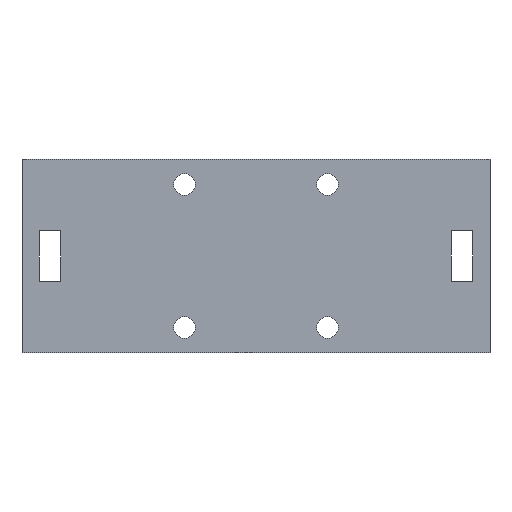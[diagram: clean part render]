
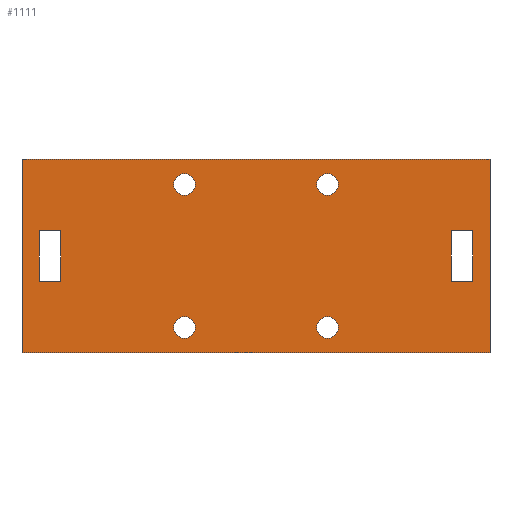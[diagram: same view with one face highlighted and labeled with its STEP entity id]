
A CAD part, front view. The second image highlights one B-rep face of the part: STEP entity #1111.
In plain terms, the highlighted planar face has unit normal (0, -1, 0).
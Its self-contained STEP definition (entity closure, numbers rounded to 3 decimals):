
#57=FACE_BOUND('',#239,.T.);
#58=FACE_BOUND('',#240,.T.);
#59=FACE_BOUND('',#241,.T.);
#60=FACE_BOUND('',#242,.T.);
#61=FACE_BOUND('',#243,.T.);
#62=FACE_BOUND('',#244,.T.);
#91=CIRCLE('',#1209,1.5);
#92=CIRCLE('',#1211,1.5);
#93=CIRCLE('',#1213,1.5);
#94=CIRCLE('',#1215,1.5);
#153=FACE_OUTER_BOUND('',#238,.T.);
#238=EDGE_LOOP('',(#994,#995,#996,#997));
#239=EDGE_LOOP('',(#998,#999,#1000,#1001));
#240=EDGE_LOOP('',(#1002,#1003,#1004,#1005));
#241=EDGE_LOOP('',(#1006));
#242=EDGE_LOOP('',(#1007));
#243=EDGE_LOOP('',(#1008));
#244=EDGE_LOOP('',(#1009));
#251=LINE('',#1533,#366);
#255=LINE('',#1541,#370);
#258=LINE('',#1547,#373);
#261=LINE('',#1552,#376);
#274=LINE('',#1584,#389);
#278=LINE('',#1592,#393);
#281=LINE('',#1598,#396);
#284=LINE('',#1603,#399);
#303=LINE('',#1645,#418);
#316=LINE('',#1669,#431);
#333=LINE('',#1706,#448);
#351=LINE('',#1771,#466);
#366=VECTOR('',#1231,10.);
#370=VECTOR('',#1237,10.);
#373=VECTOR('',#1242,10.);
#376=VECTOR('',#1247,10.);
#389=VECTOR('',#1274,10.);
#393=VECTOR('',#1280,10.);
#396=VECTOR('',#1285,10.);
#399=VECTOR('',#1290,10.);
#418=VECTOR('',#1325,10.);
#431=VECTOR('',#1342,10.);
#448=VECTOR('',#1375,10.);
#466=VECTOR('',#1457,10.);
#480=VERTEX_POINT('',#1531);
#481=VERTEX_POINT('',#1532);
#484=VERTEX_POINT('',#1540);
#486=VERTEX_POINT('',#1546);
#498=VERTEX_POINT('',#1582);
#499=VERTEX_POINT('',#1583);
#502=VERTEX_POINT('',#1591);
#504=VERTEX_POINT('',#1597);
#519=VERTEX_POINT('',#1642);
#520=VERTEX_POINT('',#1644);
#529=VERTEX_POINT('',#1667);
#541=VERTEX_POINT('',#1704);
#565=VERTEX_POINT('',#1801);
#566=VERTEX_POINT('',#1805);
#567=VERTEX_POINT('',#1809);
#568=VERTEX_POINT('',#1813);
#575=EDGE_CURVE('',#480,#481,#251,.T.);
#579=EDGE_CURVE('',#481,#484,#255,.T.);
#582=EDGE_CURVE('',#484,#486,#258,.T.);
#585=EDGE_CURVE('',#486,#480,#261,.T.);
#600=EDGE_CURVE('',#498,#499,#274,.T.);
#604=EDGE_CURVE('',#499,#502,#278,.T.);
#607=EDGE_CURVE('',#502,#504,#281,.T.);
#610=EDGE_CURVE('',#504,#498,#284,.T.);
#631=EDGE_CURVE('',#519,#520,#303,.T.);
#644=EDGE_CURVE('',#529,#519,#316,.F.);
#663=EDGE_CURVE('',#529,#541,#333,.T.);
#695=EDGE_CURVE('',#541,#520,#351,.T.);
#709=EDGE_CURVE('',#565,#565,#91,.T.);
#711=EDGE_CURVE('',#566,#566,#92,.T.);
#713=EDGE_CURVE('',#567,#567,#93,.T.);
#715=EDGE_CURVE('',#568,#568,#94,.T.);
#994=ORIENTED_EDGE('',*,*,#644,.F.);
#995=ORIENTED_EDGE('',*,*,#663,.T.);
#996=ORIENTED_EDGE('',*,*,#695,.T.);
#997=ORIENTED_EDGE('',*,*,#631,.F.);
#998=ORIENTED_EDGE('',*,*,#582,.T.);
#999=ORIENTED_EDGE('',*,*,#585,.T.);
#1000=ORIENTED_EDGE('',*,*,#575,.T.);
#1001=ORIENTED_EDGE('',*,*,#579,.T.);
#1002=ORIENTED_EDGE('',*,*,#607,.T.);
#1003=ORIENTED_EDGE('',*,*,#610,.T.);
#1004=ORIENTED_EDGE('',*,*,#600,.T.);
#1005=ORIENTED_EDGE('',*,*,#604,.T.);
#1006=ORIENTED_EDGE('',*,*,#709,.T.);
#1007=ORIENTED_EDGE('',*,*,#711,.T.);
#1008=ORIENTED_EDGE('',*,*,#713,.T.);
#1009=ORIENTED_EDGE('',*,*,#715,.T.);
#1052=PLANE('',#1216);
#1111=ADVANCED_FACE('',(#153,#57,#58,#59,#60,#61,#62),#1052,.F.);
#1209=AXIS2_PLACEMENT_3D('',#1803,#1497,#1498);
#1211=AXIS2_PLACEMENT_3D('',#1807,#1502,#1503);
#1213=AXIS2_PLACEMENT_3D('',#1811,#1507,#1508);
#1215=AXIS2_PLACEMENT_3D('',#1815,#1512,#1513);
#1216=AXIS2_PLACEMENT_3D('',#1816,#1514,#1515);
#1231=DIRECTION('',(1.,0.,0.));
#1237=DIRECTION('',(0.,0.,-1.));
#1242=DIRECTION('',(-1.,0.,0.));
#1247=DIRECTION('',(0.,0.,1.));
#1274=DIRECTION('',(1.,0.,0.));
#1280=DIRECTION('',(0.,0.,-1.));
#1285=DIRECTION('',(-1.,0.,0.));
#1290=DIRECTION('',(0.,0.,1.));
#1325=DIRECTION('',(1.,0.,0.));
#1342=DIRECTION('',(0.,0.,-1.));
#1375=DIRECTION('',(1.,0.,0.));
#1457=DIRECTION('',(0.,0.,1.));
#1497=DIRECTION('center_axis',(0.,1.,0.));
#1498=DIRECTION('ref_axis',(-1.,0.,0.));
#1502=DIRECTION('center_axis',(0.,1.,0.));
#1503=DIRECTION('ref_axis',(-1.,0.,0.));
#1507=DIRECTION('center_axis',(0.,1.,0.));
#1508=DIRECTION('ref_axis',(-1.,0.,0.));
#1512=DIRECTION('center_axis',(0.,1.,0.));
#1513=DIRECTION('ref_axis',(-1.,0.,0.));
#1514=DIRECTION('center_axis',(0.,1.,0.));
#1515=DIRECTION('ref_axis',(1.,0.,0.));
#1531=CARTESIAN_POINT('',(-7.6,0.,17.));
#1532=CARTESIAN_POINT('',(-4.6,0.,17.));
#1533=CARTESIAN_POINT('',(9.05,0.,17.));
#1540=CARTESIAN_POINT('',(-4.6,0.,10.));
#1541=CARTESIAN_POINT('',(-4.6,0.,11.75));
#1546=CARTESIAN_POINT('',(-7.6,0.,10.));
#1547=CARTESIAN_POINT('',(7.55,0.,10.));
#1552=CARTESIAN_POINT('',(-7.6,0.,15.25));
#1582=CARTESIAN_POINT('',(50.,0.,17.));
#1583=CARTESIAN_POINT('',(53.,0.,17.));
#1584=CARTESIAN_POINT('',(37.85,0.,17.));
#1591=CARTESIAN_POINT('',(53.,0.,10.));
#1592=CARTESIAN_POINT('',(53.,0.,11.75));
#1597=CARTESIAN_POINT('',(50.,0.,10.));
#1598=CARTESIAN_POINT('',(36.35,0.,10.));
#1603=CARTESIAN_POINT('',(50.,0.,15.25));
#1642=CARTESIAN_POINT('',(-10.,0.,27.));
#1644=CARTESIAN_POINT('',(55.4,0.,27.));
#1645=CARTESIAN_POINT('',(0.,0.,27.));
#1667=CARTESIAN_POINT('',(-10.,0.,0.));
#1669=CARTESIAN_POINT('',(-10.,0.,6.75));
#1704=CARTESIAN_POINT('',(55.4,0.,0.));
#1706=CARTESIAN_POINT('',(0.,0.,0.));
#1771=CARTESIAN_POINT('',(55.4,0.,20.25));
#1801=CARTESIAN_POINT('',(14.2,0.,23.5));
#1803=CARTESIAN_POINT('Origin',(12.7,0.,23.5));
#1805=CARTESIAN_POINT('',(34.2,0.,23.5));
#1807=CARTESIAN_POINT('Origin',(32.7,0.,23.5));
#1809=CARTESIAN_POINT('',(14.2,0.,3.5));
#1811=CARTESIAN_POINT('Origin',(12.7,0.,3.5));
#1813=CARTESIAN_POINT('',(34.2,0.,3.5));
#1815=CARTESIAN_POINT('Origin',(32.7,0.,3.5));
#1816=CARTESIAN_POINT('Origin',(22.7,0.,13.5));
